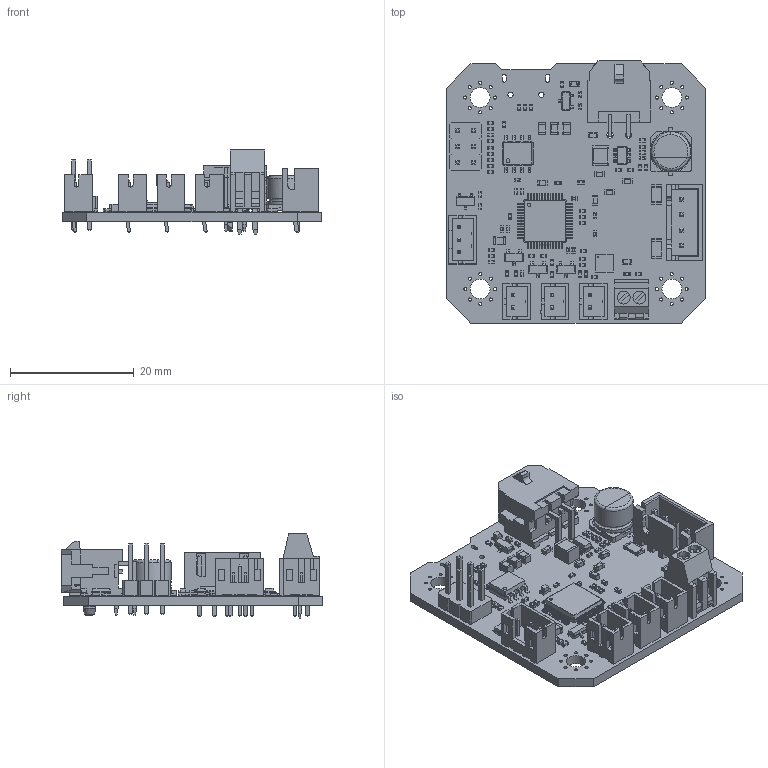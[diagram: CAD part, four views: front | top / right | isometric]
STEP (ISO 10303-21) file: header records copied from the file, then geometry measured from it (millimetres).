
FILE_DESCRIPTION(('KiCad electronic assembly'),'2;1');
FILE_NAME('Huvud.step','2020-12-24T12:56:51',('An Author'),('A Company') ,'Open CASCADE STEP processor 6.9','KiCad to STEP converter','Unknown' );
FILE_SCHEMA(('AUTOMOTIVE_DESIGN { 1 0 10303 214 1 1 1 1 }'));
Length unit declared in the file: millimetre
Products named in the file (44): Open CASCADE STEP translator 6.9 1; R_0402_1005Metric; SOLID; C_0402_1005Metric; SOT-23; molex_430450400; LED_0402_1005Metric; C_0603_1608Metric; C_0805_2012Metric; C_1210_3225Metric; SOT-23-6; DFN-8-1EP_3x3mm_P0.65mm_EP1.7x2.05mm; LED_0603_1608Metric; PinHeader_2x03_P2.54mm_Vertical; JST_XH_B4B-XH-A_1x04_P2.50mm_Vertical; L_0805_2012Metric; JST_PH_B2B-PH-K_1x02_P2.00mm_Vertical; JST_PH_B3B-PH-K_1x03_P2.00mm_Vertical; LQFP-48_7x7mm_P0.5mm; SOIC-8_3.9x4.9mm_P1.27mm; TE_282834-2--3DModel-STEP-56544; COMPOUND; R_1206_3216Metric; CP_Elec_6.3x5.8
Assembly tree (115 placements, depth 3):
  Open CASCADE STEP translator 6.9 1
    R_0402_1005Metric  x37
      SOLID
    C_0402_1005Metric  x19
      SOLID
    SOT-23  x5
      SOLID
    molex_430450400
      SOLID
    LED_0402_1005Metric  x4
      SOLID
    C_0603_1608Metric  x6
      SOLID
    C_0805_2012Metric  x3
      SOLID
    C_1210_3225Metric
      SOLID
    SOT-23-6
      SOLID
    DFN-8-1EP_3x3mm_P0.65mm_EP1.7x2.05mm
      SOLID
    LED_0603_1608Metric  x2
      SOLID
    PinHeader_2x03_P2.54mm_Vertical
      SOLID
    JST_XH_B4B-XH-A_1x04_P2.50mm_Vertical
      SOLID
    L_0805_2012Metric
      SOLID
    JST_PH_B2B-PH-K_1x02_P2.00mm_Vertical  x3
      SOLID
    JST_PH_B3B-PH-K_1x03_P2.00mm_Vertical
      SOLID
    LQFP-48_7x7mm_P0.5mm
      SOLID
    SOIC-8_3.9x4.9mm_P1.27mm
      SOLID
    TE_282834-2--3DModel-STEP-56544
      COMPOUND
    R_1206_3216Metric  x2
      SOLID
    CP_Elec_6.3x5.8
      SOLID
    COMPOUND
Bounding box: 42 x 42.41 x 13.6 mm (x, y, z)
Volume: 4466.2 mm3; surface area: 8362 mm2
Topology: 100 solids, 100 shells, 4824 faces, 12572 edges, 8062 vertices
Faces by surface type: plane 3399, cylinder 1137, bspline 279, torus 6, cone 2, revolution 1
Full cylindrical faces by diameter (mm): 0.2 x1, 0.5 x33, 0.6 x1, 0.75 x9, 0.85 x2, 0.95 x4, 1 x6, 1.02 x4, 1.1 x2, 3 x1, 3.2 x4, 6.3 x2
Entity records: 188225 total; most frequent: CARTESIAN_POINT 42939, DIRECTION 24135, LINE 17005, VECTOR 17005, ORIENTED_EDGE 12984, PCURVE 12984, DEFINITIONAL_REPRESENTATION 12984, EDGE_CURVE 6492
